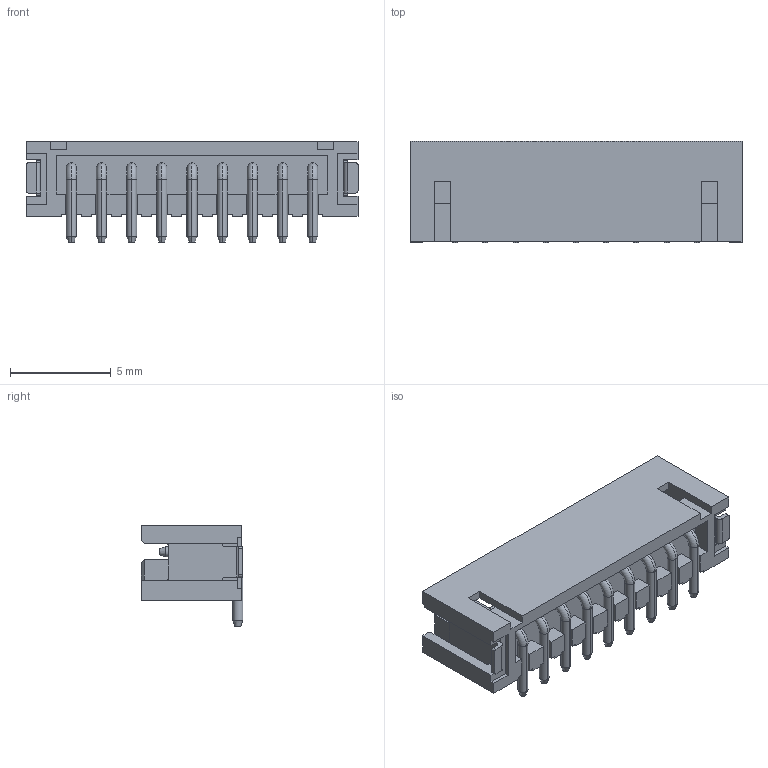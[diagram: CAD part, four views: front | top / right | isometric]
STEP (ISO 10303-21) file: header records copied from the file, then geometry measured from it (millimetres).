
FILE_DESCRIPTION (( 'STEP AP214' ), '1' );
FILE_NAME ('FWF15005-S09S24W5M-REF.STEP', '2025-12-24T02:04:52', ( '' ), ( '' ), 'SwSTEP 2.0', 'SolidWorks 2021', '' );
FILE_SCHEMA (( 'AUTOMOTIVE_DESIGN' ));
Length unit declared in the file: millimetre
Products named in the file (1): FWF15005-S09S24W5M-REF
Bounding box: 16.5 x 5.05 x 5 mm (x, y, z)
Volume: 146.7 mm3; surface area: 572.4 mm2
Topology: 1 solids, 1 shells, 306 faces, 774 edges, 484 vertices
Faces by surface type: plane 200, cylinder 52, cone 36, torus 18
Entity records: 9088 total; most frequent: CARTESIAN_POINT 1565, DIRECTION 1564, ORIENTED_EDGE 1548, EDGE_CURVE 774, VECTOR 598, LINE 598, VERTEX_POINT 484, AXIS2_PLACEMENT_3D 483
